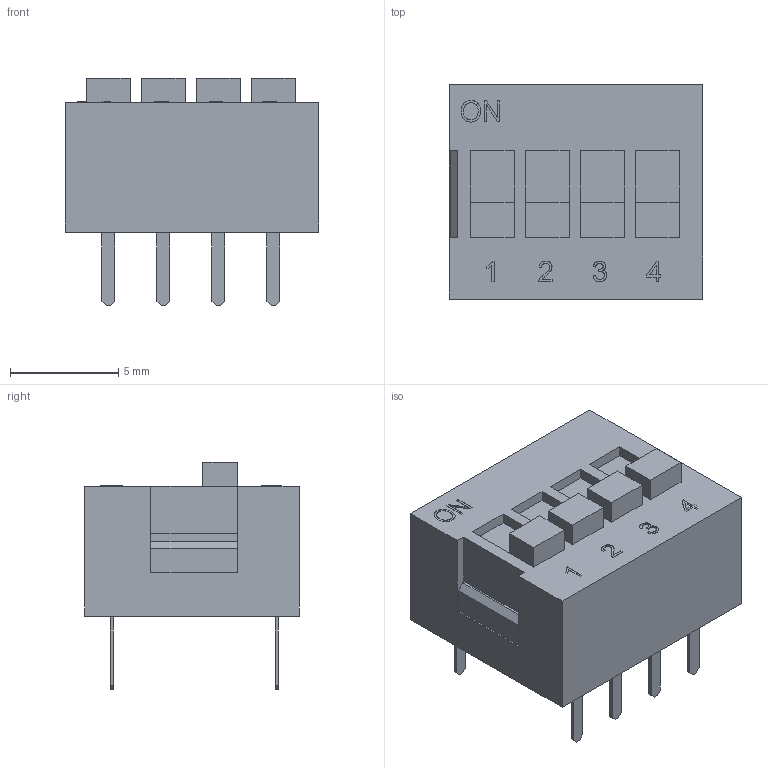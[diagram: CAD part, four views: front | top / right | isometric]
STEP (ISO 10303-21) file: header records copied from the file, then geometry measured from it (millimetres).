
FILE_DESCRIPTION(('FreeCAD Model'),'2;1');
FILE_NAME('DS_04.stp', '2015-04-18T14:18:10',('FreeCAD'),('FreeCAD'), 'Open CASCADE STEP processor 6.7','FreeCAD','Unknown');
FILE_SCHEMA(('AUTOMOTIVE_DESIGN_CC2 { 1 2 10303 214 -1 1 5 4 }'));
Length unit declared in the file: millimetre
Products named in the file (4): Array; Fusion; Array001; Pocket003
Bounding box: 11.72 x 9.9 x 10.5 mm (x, y, z)
Volume: 687.5 mm3; surface area: 639.5 mm2
Topology: 19 solids, 19 shells, 247 faces, 610 edges, 406 vertices
Faces by surface type: plane 178, extrusion 69
Entity records: 15690 total; most frequent: CARTESIAN_POINT 3176, DIRECTION 1979, VECTOR 1621, LINE 1552, ORIENTED_EDGE 1220, PCURVE 1220, DEFINITIONAL_REPRESENTATION 1220, EDGE_CURVE 610
